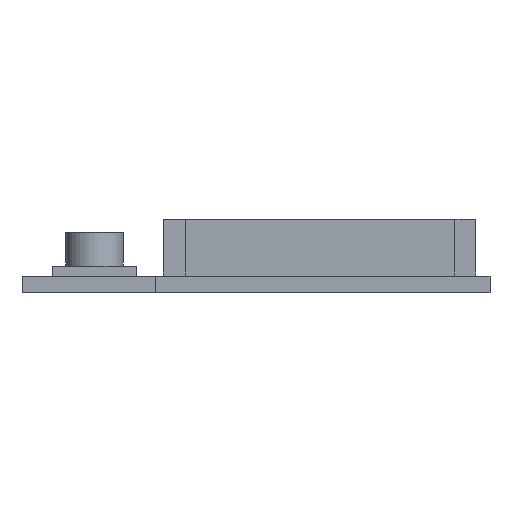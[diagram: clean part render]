
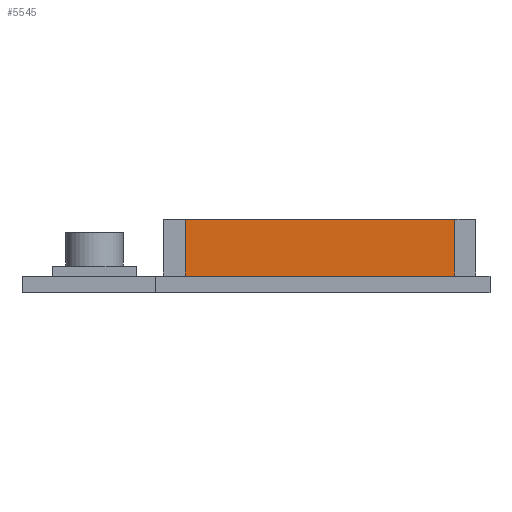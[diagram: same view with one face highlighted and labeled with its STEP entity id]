
A CAD part, front view. The second image highlights one B-rep face of the part: STEP entity #5545.
In plain terms, the highlighted planar face has unit normal (0, -1, 0).
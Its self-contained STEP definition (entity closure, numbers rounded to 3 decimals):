
#307=DIRECTION('',(1.,0.,0.));
#308=VECTOR('',#307,8.064);
#309=CARTESIAN_POINT('',(0.882,0.61,0.));
#310=LINE('',#309,#308);
#685=DIRECTION('',(0.,0.,1.));
#686=VECTOR('',#685,1.7);
#687=CARTESIAN_POINT('',(8.946,0.61,0.));
#688=LINE('',#687,#686);
#692=DIRECTION('',(0.,0.,1.));
#693=VECTOR('',#692,1.7);
#694=CARTESIAN_POINT('',(0.882,0.61,0.));
#695=LINE('',#694,#693);
#748=DIRECTION('',(1.,0.,0.));
#749=VECTOR('',#748,8.064);
#750=CARTESIAN_POINT('',(0.882,0.61,1.7));
#751=LINE('',#750,#749);
#4139=CARTESIAN_POINT('',(0.882,0.61,1.7));
#4140=VERTEX_POINT('',#4139);
#4141=CARTESIAN_POINT('',(8.946,0.61,1.7));
#4143=VERTEX_POINT('',#4141);
#4155=CARTESIAN_POINT('',(0.882,0.61,0.));
#4156=VERTEX_POINT('',#4155);
#4157=CARTESIAN_POINT('',(8.946,0.61,0.));
#4159=VERTEX_POINT('',#4157);
#5532=CARTESIAN_POINT('',(0.882,0.61,0.));
#5533=DIRECTION('',(0.,-1.,0.));
#5534=DIRECTION('',(1.,0.,0.));
#5535=AXIS2_PLACEMENT_3D('',#5532,#5533,#5534);
#5536=PLANE('',#5535);
#5537=ORIENTED_EDGE('',*,*,#5072,.F.);
#5539=ORIENTED_EDGE('',*,*,#5538,.T.);
#5541=ORIENTED_EDGE('',*,*,#5540,.T.);
#5542=ORIENTED_EDGE('',*,*,#5512,.F.);
#5543=EDGE_LOOP('',(#5537,#5539,#5541,#5542));
#5544=FACE_OUTER_BOUND('',#5543,.F.);
#5545=ADVANCED_FACE('',(#5544),#5536,.T.);
#5072=EDGE_CURVE('',#4156,#4159,#310,.T.);
#5512=EDGE_CURVE('',#4159,#4143,#688,.T.);
#5538=EDGE_CURVE('',#4156,#4140,#695,.T.);
#5540=EDGE_CURVE('',#4140,#4143,#751,.T.);
